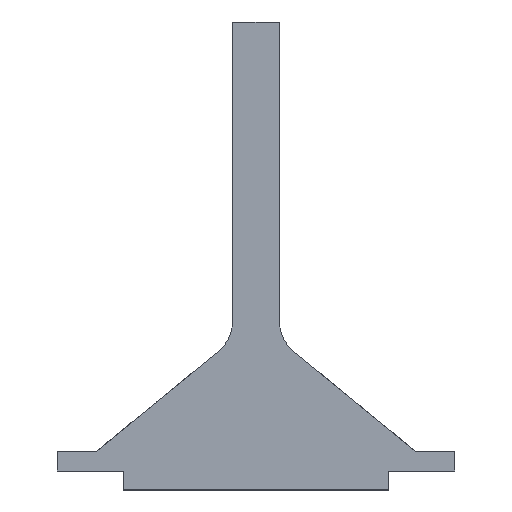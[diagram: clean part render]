
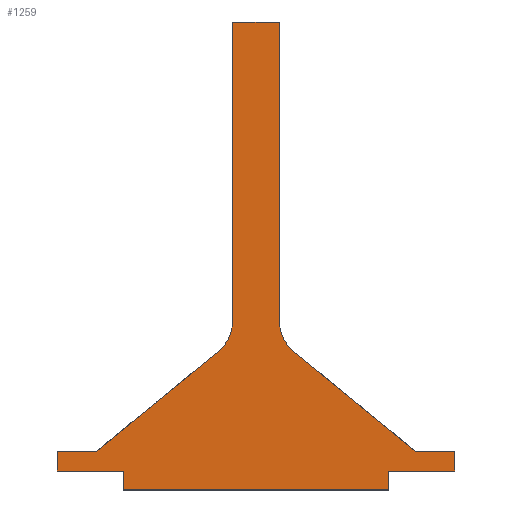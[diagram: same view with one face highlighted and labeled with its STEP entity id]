
A CAD part, top view. The second image highlights one B-rep face of the part: STEP entity #1259.
In plain terms, the highlighted planar face has unit normal (0, 0, 1).
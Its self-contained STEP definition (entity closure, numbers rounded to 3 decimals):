
#35 = EDGE_CURVE ( 'NONE', #1323, #2065, #2507, .T. ) ;
#36 = ORIENTED_EDGE ( 'NONE', *, *, #2481, .T. ) ;
#37 = CARTESIAN_POINT ( 'NONE',  ( -6., 0., 11. ) ) ;
#138 = AXIS2_PLACEMENT_3D ( 'NONE', #800, #2999, #1308 ) ;
#157 = CARTESIAN_POINT ( 'NONE',  ( -6., 81.433, 11. ) ) ;
#169 = AXIS2_PLACEMENT_3D ( 'NONE', #2971, #2700, #1842 ) ;
#195 = ORIENTED_EDGE ( 'NONE', *, *, #35, .T. ) ;
#196 = ORIENTED_EDGE ( 'NONE', *, *, #1928, .T. ) ;
#230 = ORIENTED_EDGE ( 'NONE', *, *, #2290, .T. ) ;
#235 = PLANE ( 'NONE',  #138 ) ;
#284 = LINE ( 'NONE', #1132, #1348 ) ;
#311 = VERTEX_POINT ( 'NONE', #3126 ) ;
#330 = LINE ( 'NONE', #2987, #3598 ) ;
#331 = CARTESIAN_POINT ( 'NONE',  ( -6., 81.433, 11. ) ) ;
#359 = VECTOR ( 'NONE', #2496, 1000. ) ;
#377 = VECTOR ( 'NONE', #3114, 1000. ) ;
#419 = ORIENTED_EDGE ( 'NONE', *, *, #788, .T. ) ;
#479 = CARTESIAN_POINT ( 'NONE',  ( -34., -33.65, 11. ) ) ;
#489 = EDGE_CURVE ( 'NONE', #3097, #801, #330, .T. ) ;
#519 = CARTESIAN_POINT ( 'NONE',  ( 9.666, -3.001, 11. ) ) ;
#533 = VECTOR ( 'NONE', #2550, 1000. ) ;
#550 = CARTESIAN_POINT ( 'NONE',  ( 34., -33.65, 11. ) ) ;
#584 = VERTEX_POINT ( 'NONE', #2131 ) ;
#593 = LINE ( 'NONE', #2502, #377 ) ;
#660 = ORIENTED_EDGE ( 'NONE', *, *, #748, .F. ) ;
#748 = EDGE_CURVE ( 'NONE', #881, #2633, #2422, .T. ) ;
#753 = AXIS2_PLACEMENT_3D ( 'NONE', #1490, #3176, #934 ) ;
#788 = EDGE_CURVE ( 'NONE', #311, #2828, #284, .T. ) ;
#800 = CARTESIAN_POINT ( 'NONE',  ( -6., 81.433, 11. ) ) ;
#801 = VERTEX_POINT ( 'NONE', #519 ) ;
#821 = DIRECTION ( 'NONE',  ( 0., 1., 0. ) ) ;
#824 = EDGE_CURVE ( 'NONE', #1210, #1323, #593, .T. ) ;
#834 = CARTESIAN_POINT ( 'NONE',  ( 6., 81.433, 11. ) ) ;
#881 = VERTEX_POINT ( 'NONE', #1674 ) ;
#884 = CARTESIAN_POINT ( 'NONE',  ( 51., -28.65, 11. ) ) ;
#910 = CARTESIAN_POINT ( 'NONE',  ( -9.666, -3.001, 11. ) ) ;
#934 = DIRECTION ( 'NONE',  ( 0., -1., 0. ) ) ;
#1003 = ORIENTED_EDGE ( 'NONE', *, *, #2456, .T. ) ;
#1035 = DIRECTION ( 'NONE',  ( 0., -1., 0. ) ) ;
#1042 = ORIENTED_EDGE ( 'NONE', *, *, #2224, .F. ) ;
#1093 = CARTESIAN_POINT ( 'NONE',  ( -51., -28.65, 11. ) ) ;
#1132 = CARTESIAN_POINT ( 'NONE',  ( 34., -38.5, 11. ) ) ;
#1198 = LINE ( 'NONE', #37, #533 ) ;
#1199 = VECTOR ( 'NONE', #1565, 1000. ) ;
#1210 = VERTEX_POINT ( 'NONE', #2137 ) ;
#1251 = VECTOR ( 'NONE', #3382, 1000. ) ;
#1259 = ADVANCED_FACE ( 'NONE', ( #2584 ), #235, .T. ) ;
#1295 = LINE ( 'NONE', #3085, #1778 ) ;
#1308 = DIRECTION ( 'NONE',  ( 0., -1., 0. ) ) ;
#1323 = VERTEX_POINT ( 'NONE', #479 ) ;
#1326 = ORIENTED_EDGE ( 'NONE', *, *, #2616, .T. ) ;
#1348 = VECTOR ( 'NONE', #821, 1000. ) ;
#1383 = VECTOR ( 'NONE', #1431, 1000. ) ;
#1394 = VECTOR ( 'NONE', #3646, 1000. ) ;
#1431 = DIRECTION ( 'NONE',  ( 1., 0., 0. ) ) ;
#1452 = CARTESIAN_POINT ( 'NONE',  ( 51., -33.65, 11. ) ) ;
#1457 = DIRECTION ( 'NONE',  ( 1., 0., 0. ) ) ;
#1482 = EDGE_CURVE ( 'NONE', #2828, #2598, #3152, .T. ) ;
#1490 = CARTESIAN_POINT ( 'NONE',  ( 16., 4.737, 11. ) ) ;
#1503 = ORIENTED_EDGE ( 'NONE', *, *, #2129, .T. ) ;
#1508 = VECTOR ( 'NONE', #1954, 1000. ) ;
#1543 = CARTESIAN_POINT ( 'NONE',  ( 51., -33.65, 11. ) ) ;
#1552 = VECTOR ( 'NONE', #1035, 1000. ) ;
#1556 = LINE ( 'NONE', #1093, #2148 ) ;
#1565 = DIRECTION ( 'NONE',  ( 0., 1., 0. ) ) ;
#1590 = LINE ( 'NONE', #1922, #1508 ) ;
#1674 = CARTESIAN_POINT ( 'NONE',  ( 6., 81.433, 11. ) ) ;
#1710 = EDGE_CURVE ( 'NONE', #801, #2633, #2273, .T. ) ;
#1749 = VECTOR ( 'NONE', #2160, 1000. ) ;
#1778 = VECTOR ( 'NONE', #1457, 1000. ) ;
#1801 = VERTEX_POINT ( 'NONE', #910 ) ;
#1842 = DIRECTION ( 'NONE',  ( 0., -1., 0. ) ) ;
#1848 = VERTEX_POINT ( 'NONE', #3192 ) ;
#1922 = CARTESIAN_POINT ( 'NONE',  ( -41., -28.65, 11. ) ) ;
#1928 = EDGE_CURVE ( 'NONE', #2442, #1801, #3103, .T. ) ;
#1954 = DIRECTION ( 'NONE',  ( -1., 0., 0. ) ) ;
#2030 = CARTESIAN_POINT ( 'NONE',  ( 34., -33.65, 11. ) ) ;
#2065 = VERTEX_POINT ( 'NONE', #3003 ) ;
#2129 = EDGE_CURVE ( 'NONE', #1848, #1210, #1556, .T. ) ;
#2131 = CARTESIAN_POINT ( 'NONE',  ( 51., -28.65, 11. ) ) ;
#2137 = CARTESIAN_POINT ( 'NONE',  ( -51., -33.65, 11. ) ) ;
#2148 = VECTOR ( 'NONE', #3072, 1000. ) ;
#2160 = DIRECTION ( 'NONE',  ( 0., -1., 0. ) ) ;
#2181 = VERTEX_POINT ( 'NONE', #2787 ) ;
#2182 = LINE ( 'NONE', #884, #1251 ) ;
#2224 = EDGE_CURVE ( 'NONE', #3402, #881, #1295, .T. ) ;
#2231 = ORIENTED_EDGE ( 'NONE', *, *, #824, .T. ) ;
#2273 = CIRCLE ( 'NONE', #753, 10. ) ;
#2290 = EDGE_CURVE ( 'NONE', #1801, #2181, #1198, .T. ) ;
#2313 = LINE ( 'NONE', #157, #1552 ) ;
#2422 = LINE ( 'NONE', #834, #1394 ) ;
#2442 = VERTEX_POINT ( 'NONE', #2754 ) ;
#2456 = EDGE_CURVE ( 'NONE', #2181, #1848, #1590, .T. ) ;
#2475 = ORIENTED_EDGE ( 'NONE', *, *, #3083, .T. ) ;
#2481 = EDGE_CURVE ( 'NONE', #2065, #311, #3095, .T. ) ;
#2496 = DIRECTION ( 'NONE',  ( 1., 0., 0. ) ) ;
#2502 = CARTESIAN_POINT ( 'NONE',  ( -51., -33.65, 11. ) ) ;
#2507 = LINE ( 'NONE', #2721, #1749 ) ;
#2550 = DIRECTION ( 'NONE',  ( -0.774, -0.633, 0. ) ) ;
#2584 = FACE_OUTER_BOUND ( 'NONE', #3632, .T. ) ;
#2598 = VERTEX_POINT ( 'NONE', #1452 ) ;
#2616 = EDGE_CURVE ( 'NONE', #584, #3097, #2182, .T. ) ;
#2633 = VERTEX_POINT ( 'NONE', #2866 ) ;
#2689 = CARTESIAN_POINT ( 'NONE',  ( 41., -28.65, 11. ) ) ;
#2697 = ORIENTED_EDGE ( 'NONE', *, *, #1482, .T. ) ;
#2700 = DIRECTION ( 'NONE',  ( 0., 0., -1. ) ) ;
#2721 = CARTESIAN_POINT ( 'NONE',  ( -34., -33.65, 11. ) ) ;
#2754 = CARTESIAN_POINT ( 'NONE',  ( -6., 4.737, 11. ) ) ;
#2787 = CARTESIAN_POINT ( 'NONE',  ( -41., -28.65, 11. ) ) ;
#2806 = ORIENTED_EDGE ( 'NONE', *, *, #3040, .T. ) ;
#2828 = VERTEX_POINT ( 'NONE', #2030 ) ;
#2866 = CARTESIAN_POINT ( 'NONE',  ( 6., 4.737, 11. ) ) ;
#2885 = LINE ( 'NONE', #1543, #1199 ) ;
#2971 = CARTESIAN_POINT ( 'NONE',  ( -16., 4.737, 11. ) ) ;
#2987 = CARTESIAN_POINT ( 'NONE',  ( 41., -28.65, 11. ) ) ;
#2999 = DIRECTION ( 'NONE',  ( 0., 0., 1. ) ) ;
#3003 = CARTESIAN_POINT ( 'NONE',  ( -34., -38.5, 11. ) ) ;
#3040 = EDGE_CURVE ( 'NONE', #2598, #584, #2885, .T. ) ;
#3068 = CARTESIAN_POINT ( 'NONE',  ( -34., -38.5, 11. ) ) ;
#3072 = DIRECTION ( 'NONE',  ( 0., -1., 0. ) ) ;
#3083 = EDGE_CURVE ( 'NONE', #3402, #2442, #2313, .T. ) ;
#3085 = CARTESIAN_POINT ( 'NONE',  ( -6., 81.433, 11. ) ) ;
#3095 = LINE ( 'NONE', #3068, #359 ) ;
#3097 = VERTEX_POINT ( 'NONE', #2689 ) ;
#3103 = CIRCLE ( 'NONE', #169, 10. ) ;
#3114 = DIRECTION ( 'NONE',  ( 1., 0., 0. ) ) ;
#3126 = CARTESIAN_POINT ( 'NONE',  ( 34., -38.5, 11. ) ) ;
#3152 = LINE ( 'NONE', #550, #1383 ) ;
#3176 = DIRECTION ( 'NONE',  ( 0., 0., -1. ) ) ;
#3192 = CARTESIAN_POINT ( 'NONE',  ( -51., -28.65, 11. ) ) ;
#3336 = ORIENTED_EDGE ( 'NONE', *, *, #489, .T. ) ;
#3382 = DIRECTION ( 'NONE',  ( -1., 0., 0. ) ) ;
#3402 = VERTEX_POINT ( 'NONE', #331 ) ;
#3458 = ORIENTED_EDGE ( 'NONE', *, *, #1710, .T. ) ;
#3513 = DIRECTION ( 'NONE',  ( -0.774, 0.633, 0. ) ) ;
#3598 = VECTOR ( 'NONE', #3513, 1000. ) ;
#3632 = EDGE_LOOP ( 'NONE', ( #2475, #196, #230, #1003, #1503, #2231, #195, #36, #419, #2697, #2806, #1326, #3336, #3458, #660, #1042 ) ) ;
#3646 = DIRECTION ( 'NONE',  ( 0., -1., 0. ) ) ;
